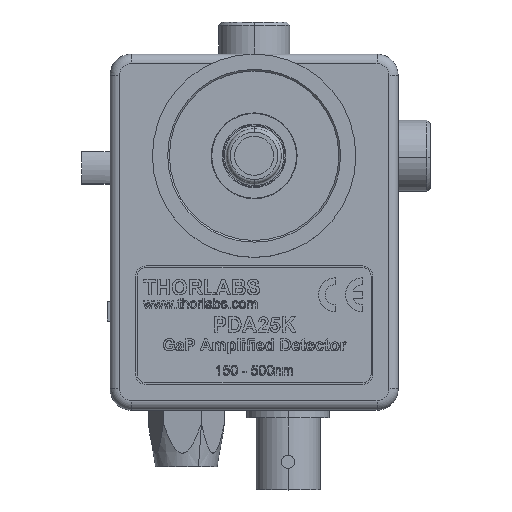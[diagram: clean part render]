
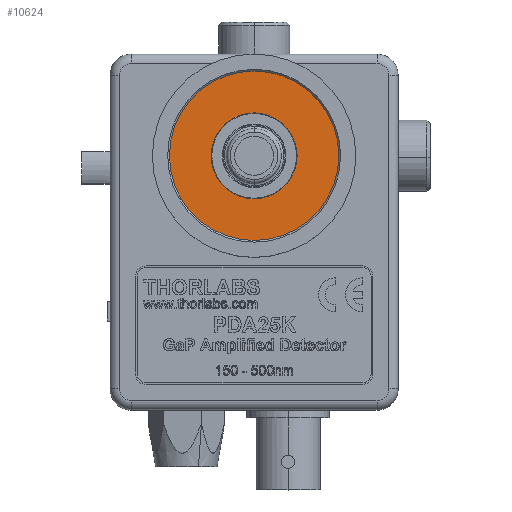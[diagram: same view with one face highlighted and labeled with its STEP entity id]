
A CAD part, top view. The second image highlights one B-rep face of the part: STEP entity #10624.
In plain terms, the highlighted planar face has unit normal (0, 0, 1).
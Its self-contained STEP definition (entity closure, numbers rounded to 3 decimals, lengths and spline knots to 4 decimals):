
#10623 = EDGE_LOOP ( 'NONE', ( #10625, #10677 ) ) ;
#10624 = ADVANCED_FACE ( 'NONE', ( #23721, #23705 ), #23703, .T. ) ;
#10625 = ORIENTED_EDGE ( 'NONE', *, *, #10673, .T. ) ;
#10627 = VERTEX_POINT ( 'NONE', #23698 ) ;
#10629 = EDGE_CURVE ( 'NONE', #10648, #10638, #23694, .T. ) ;
#10630 = VERTEX_POINT ( 'NONE', #23695 ) ;
#10638 = VERTEX_POINT ( 'NONE', #23744 ) ;
#10643 = EDGE_LOOP ( 'NONE', ( #10644, #10689 ) ) ;
#10644 = ORIENTED_EDGE ( 'NONE', *, *, #10629, .F. ) ;
#10648 = VERTEX_POINT ( 'NONE', #23722 ) ;
#10673 = EDGE_CURVE ( 'NONE', #10627, #10630, #23854, .T. ) ;
#10674 = EDGE_CURVE ( 'NONE', #10630, #10627, #23778, .T. ) ;
#10677 = ORIENTED_EDGE ( 'NONE', *, *, #10674, .T. ) ;
#10688 = EDGE_CURVE ( 'NONE', #10638, #10648, #23904, .T. ) ;
#10689 = ORIENTED_EDGE ( 'NONE', *, *, #10688, .F. ) ;
#23690 = DIRECTION ( 'NONE',  ( 1., 0., 0. ) ) ;
#23691 = DIRECTION ( 'NONE',  ( 0., 0., 1. ) ) ;
#23693 = CARTESIAN_POINT ( 'NONE',  ( 0.85, 1.5, 0.88 ) ) ;
#23694 = CIRCLE ( 'NONE', #23747, 0.2535 ) ;
#23695 = CARTESIAN_POINT ( 'NONE',  ( 0.3325, 1.5, 0.88 ) ) ;
#23696 = AXIS2_PLACEMENT_3D ( 'NONE', #23718, #23691, #23690 ) ;
#23697 = DIRECTION ( 'NONE',  ( 0., 0., 1. ) ) ;
#23698 = CARTESIAN_POINT ( 'NONE',  ( 1.3675, 1.5, 0.88 ) ) ;
#23703 = PLANE ( 'NONE',  #23696 ) ;
#23705 = FACE_OUTER_BOUND ( 'NONE', #10623, .T. ) ;
#23718 = CARTESIAN_POINT ( 'NONE',  ( 0.85, 1.5, 0.88 ) ) ;
#23721 = FACE_BOUND ( 'NONE', #10643, .T. ) ;
#23722 = CARTESIAN_POINT ( 'NONE',  ( 1.1035, 1.5, 0.88 ) ) ;
#23744 = CARTESIAN_POINT ( 'NONE',  ( 0.5965, 1.5, 0.88 ) ) ;
#23746 = DIRECTION ( 'NONE',  ( 1., 0., 0. ) ) ;
#23747 = AXIS2_PLACEMENT_3D ( 'NONE', #23693, #23697, #23746 ) ;
#23778 = CIRCLE ( 'NONE', #23872, 0.5175 ) ;
#23804 = CARTESIAN_POINT ( 'NONE',  ( 0.85, 1.5, 0.88 ) ) ;
#23805 = CARTESIAN_POINT ( 'NONE',  ( 0.85, 1.5, 0.88 ) ) ;
#23833 = DIRECTION ( 'NONE',  ( 0., 0., 1. ) ) ;
#23854 = CIRCLE ( 'NONE', #23874, 0.5175 ) ;
#23867 = DIRECTION ( 'NONE',  ( 1., 0., 0. ) ) ;
#23868 = DIRECTION ( 'NONE',  ( 0., 0., 1. ) ) ;
#23872 = AXIS2_PLACEMENT_3D ( 'NONE', #23805, #23868, #23867 ) ;
#23873 = DIRECTION ( 'NONE',  ( 1., 0., 0. ) ) ;
#23874 = AXIS2_PLACEMENT_3D ( 'NONE', #23804, #23833, #23873 ) ;
#23904 = CIRCLE ( 'NONE', #23977, 0.2535 ) ;
#23974 = DIRECTION ( 'NONE',  ( 1., 0., 0. ) ) ;
#23975 = DIRECTION ( 'NONE',  ( 0., 0., 1. ) ) ;
#23976 = CARTESIAN_POINT ( 'NONE',  ( 0.85, 1.5, 0.88 ) ) ;
#23977 = AXIS2_PLACEMENT_3D ( 'NONE', #23976, #23975, #23974 ) ;
